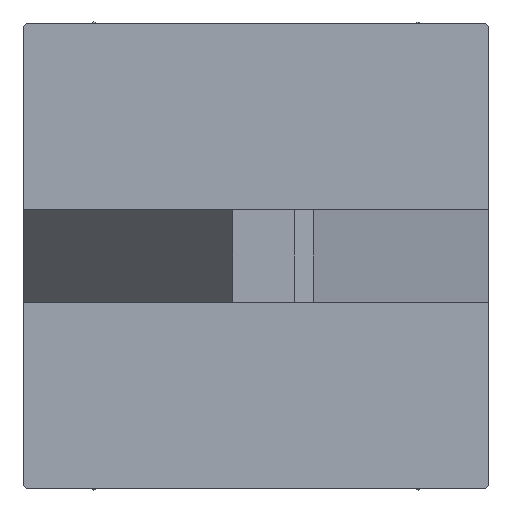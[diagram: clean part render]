
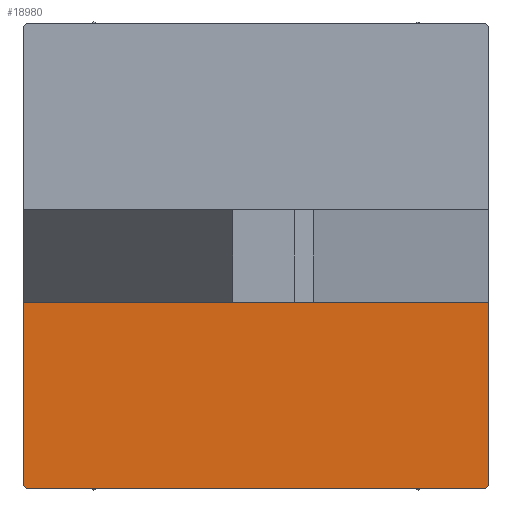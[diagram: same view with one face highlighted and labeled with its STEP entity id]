
A CAD part, left-side view. The second image highlights one B-rep face of the part: STEP entity #18980.
In plain terms, the highlighted planar face has unit normal (-1, 0, 0).
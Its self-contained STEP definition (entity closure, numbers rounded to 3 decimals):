
#54 = LINE ( 'NONE', #28126, #35465 ) ;
#5020 = EDGE_CURVE ( 'NONE', #23902, #38514, #19319, .T. ) ;
#5300 = CARTESIAN_POINT ( 'NONE',  ( 0., -37., -37.5 ) ) ;
#6406 = DIRECTION ( 'NONE',  ( 0., 0.707, 0.707 ) ) ;
#6666 = VERTEX_POINT ( 'NONE', #36172 ) ;
#7987 = DIRECTION ( 'NONE',  ( 0., -0.707, 0.707 ) ) ;
#13472 = DIRECTION ( 'NONE',  ( 0., 0., 1. ) ) ;
#13951 = AXIS2_PLACEMENT_3D ( 'NONE', #35197, #46281, #13472 ) ;
#15086 = VECTOR ( 'NONE', #33737, 1000. ) ;
#17011 = PLANE ( 'NONE',  #13951 ) ;
#18145 = EDGE_CURVE ( 'NONE', #23902, #23041, #45352, .T. ) ;
#18980 = ADVANCED_FACE ( 'NONE', ( #31890 ), #17011, .T. ) ;
#19319 = LINE ( 'NONE', #19553, #15086 ) ;
#19478 = EDGE_CURVE ( 'NONE', #20997, #38514, #22383, .T. ) ;
#19553 = CARTESIAN_POINT ( 'NONE',  ( 0., -37.5, 37.5 ) ) ;
#19856 = CARTESIAN_POINT ( 'NONE',  ( 0., -7.5, 37.5 ) ) ;
#20997 = VERTEX_POINT ( 'NONE', #5300 ) ;
#21533 = VECTOR ( 'NONE', #34729, 1000. ) ;
#22019 = CARTESIAN_POINT ( 'NONE',  ( 0., -37., 37.5 ) ) ;
#22115 = EDGE_LOOP ( 'NONE', ( #25032, #24861, #44615, #44659, #28886, #25729 ) ) ;
#22383 = LINE ( 'NONE', #46460, #23015 ) ;
#22845 = VERTEX_POINT ( 'NONE', #23461 ) ;
#23015 = VECTOR ( 'NONE', #7987, 1000. ) ;
#23041 = VERTEX_POINT ( 'NONE', #22019 ) ;
#23461 = CARTESIAN_POINT ( 'NONE',  ( 0., -7.5, -37.5 ) ) ;
#23902 = VERTEX_POINT ( 'NONE', #36452 ) ;
#24861 = ORIENTED_EDGE ( 'NONE', *, *, #29938, .T. ) ;
#25032 = ORIENTED_EDGE ( 'NONE', *, *, #40627, .F. ) ;
#25729 = ORIENTED_EDGE ( 'NONE', *, *, #18145, .T. ) ;
#27757 = LINE ( 'NONE', #42391, #33837 ) ;
#28126 = CARTESIAN_POINT ( 'NONE',  ( 0., 37.5, -37.5 ) ) ;
#28886 = ORIENTED_EDGE ( 'NONE', *, *, #5020, .F. ) ;
#29938 = EDGE_CURVE ( 'NONE', #6666, #22845, #37803, .T. ) ;
#31314 = DIRECTION ( 'NONE',  ( 0., -1., 0. ) ) ;
#31890 = FACE_OUTER_BOUND ( 'NONE', #22115, .T. ) ;
#33737 = DIRECTION ( 'NONE',  ( 0., 0., -1. ) ) ;
#33837 = VECTOR ( 'NONE', #31314, 1000. ) ;
#34729 = DIRECTION ( 'NONE',  ( 0., 0., -1. ) ) ;
#35035 = VECTOR ( 'NONE', #6406, 1000. ) ;
#35197 = CARTESIAN_POINT ( 'NONE',  ( 0., 0., 0. ) ) ;
#35465 = VECTOR ( 'NONE', #35678, 1000. ) ;
#35678 = DIRECTION ( 'NONE',  ( 0., -1., 0. ) ) ;
#36172 = CARTESIAN_POINT ( 'NONE',  ( 0., -7.5, 37.5 ) ) ;
#36452 = CARTESIAN_POINT ( 'NONE',  ( 0., -37.5, 37. ) ) ;
#37613 = CARTESIAN_POINT ( 'NONE',  ( 0., -37.5, -37. ) ) ;
#37803 = LINE ( 'NONE', #19856, #21533 ) ;
#38514 = VERTEX_POINT ( 'NONE', #37613 ) ;
#40627 = EDGE_CURVE ( 'NONE', #6666, #23041, #27757, .T. ) ;
#42391 = CARTESIAN_POINT ( 'NONE',  ( 0., 37.5, 37.5 ) ) ;
#42500 = CARTESIAN_POINT ( 'NONE',  ( 0., -37.25, 37.25 ) ) ;
#44615 = ORIENTED_EDGE ( 'NONE', *, *, #45239, .T. ) ;
#44659 = ORIENTED_EDGE ( 'NONE', *, *, #19478, .T. ) ;
#45239 = EDGE_CURVE ( 'NONE', #22845, #20997, #54, .T. ) ;
#45352 = LINE ( 'NONE', #42500, #35035 ) ;
#46281 = DIRECTION ( 'NONE',  ( -1., 0., 0. ) ) ;
#46460 = CARTESIAN_POINT ( 'NONE',  ( 0., -37.25, -37.25 ) ) ;
